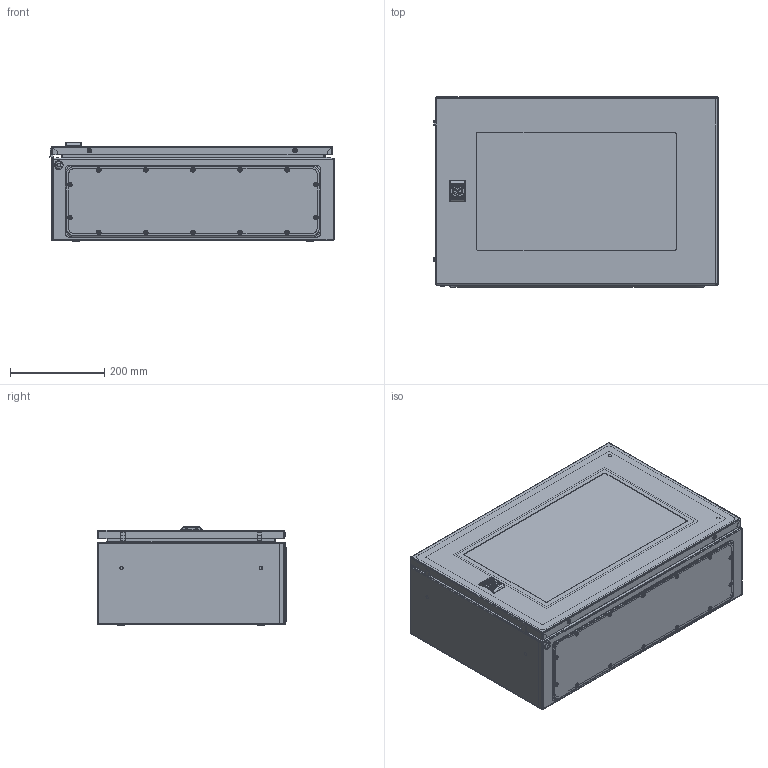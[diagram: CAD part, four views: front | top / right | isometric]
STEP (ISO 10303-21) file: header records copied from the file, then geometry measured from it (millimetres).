
FILE_DESCRIPTION (( 'STEP AP203' ), '1' );
FILE_NAME ('R5STX0462.STEP', '2020-05-12T07:41:39', ( '' ), ( '' ), 'SwSTEP 2.0', 'SolidWorks 2019', '' );
FILE_SCHEMA (( 'CONFIG_CONTROL_DESIGN' ));
Length unit declared in the file: millimetre
Products named in the file (39): RB.0048.10.00.0 捘_-00 (400x600); Ì6õ20-A5100001_straight; AC00C398; RB.0048.11.00.0 C縫-04 with screw; RB.0048.01.02.0_-05 (400x600); M4x10 DIN 7500M PZ_stright; PF 7,5x15 door ST_new_0400x0600; Ì6-GOST 5915-70 (DIN 934) (CM110600)_straight; PF 4x8 flange ST_-04 (153x543); RB.0048.11.01.0_-04 (153x443); BOX01-R_Defaulf; RB.0048.02.00.0 C縫-09 (400x600x200); RB.0048.01.00.0 CÁ_-09 (400å600å200); Ac00c316; AC00C061_AC00C061; M6-DIN 6923 (CM100600)_straight; M4x8 GOST 17475-80 (DIN 965)_straight; AC00C399; M6x10-A1100004_straight; Glue ST_0400x0600; AC00C524-R_handle CE; AC00C348-R_mounted; AC00C112; A7100032-R_mounted; RB.0048.00.02.1_-01 (400x600); AC00C343-R_AC00C343-R; R5STX0462; RB.0048.02.01.0; Ì6õ12-A5100231_straight; AC00C503-R_AC00C503-R; AC00C344_AC00C344; RB.0048.09.01.0_-00 (400x600); AC00C317; RB.0048.01.01.0_-09 (400x600x200); AC00C383; AC00C380; RB.0048.09.00.0 捘_-00 (400x600); Glass ST_0400x0600; AC00C401_AC00C401
Assembly tree (73 placements, depth 4):
  R5STX0462
    RB.0048.02.00.0 C縫-09 (400x600x200)
      RB.0048.01.00.0 CÁ_-09 (400å600å200)
        RB.0048.01.01.0_-09 (400x600x200)
        RB.0048.01.02.0_-05 (400x600)
        Ì6õ20-A5100001_straight  x4
        Ì6õ12-A5100231_straight  x4
      AC00C317  x4
      Ac00c316
      AC00C383  x2
      RB.0048.02.01.0  x2
      AC00C399  x2
      M4x8 GOST 17475-80 (DIN 965)_straight  x4
      AC00C061_AC00C061  x4
    RB.0048.11.00.0 C縫-04 with screw
      RB.0048.11.01.0_-04 (153x443)
      PF 4x8 flange ST_-04 (153x543)
      M4x10 DIN 7500M PZ_stright  x2
    Ì6-GOST 5915-70 (DIN 934) (CM110600)_straight  x4
    RB.0048.00.02.1_-01 (400x600)
    M6-DIN 6923 (CM100600)_straight  x4
    AC00C401_AC00C401  x2
    AC00C380  x2
    RB.0048.10.00.0 捘_-00 (400x600)
      RB.0048.09.00.0 捘_-00 (400x600)
        RB.0048.09.01.0_-00 (400x600)
        AC00C398  x2
        Ì6õ12-A5100231_straight  x2
      AC00C112  x4
      AC00C061_AC00C061  x2
      PF 7,5x15 door ST_new_0400x0600
      BOX01-R_Defaulf
        AC00C503-R_AC00C503-R
        AC00C343-R_AC00C343-R
        A7100032-R_mounted
        AC00C348-R_mounted
        AC00C524-R_handle CE
        M6x10-A1100004_straight
      AC00C344_AC00C344
      Glass ST_0400x0600
      Glue ST_0400x0600
Bounding box: 603.87 x 403.4 x 209.07 mm (x, y, z)
Volume: 2391717.6 mm3; surface area: 2610723.2 mm2
Topology: 107 solids, 107 shells, 2759 faces, 6531 edges, 4184 vertices
Faces by surface type: plane 1774, cylinder 442, bspline 212, cone 208, torus 112, sphere 11
Full cylindrical faces by diameter (mm): 2.3 x4, 2.5 x15, 3.207 x4, 3.3 x4, 4 x6, 4.6 x8, 5 x17, 5.5 x12, 5.9 x18, 6 x21, 7 x8, 7.5 x10, 8 x18, 8.4 x6, 9.9 x1, 10 x1, 10.5 x1, 11.5 x4, 12.8 x1, 13 x1, 13.7 x1, 14.2 x1, 15.5 x1, 15.6 x1, 16.1 x1, 17.1 x1, 19 x1, 19.8 x1
Entity records: 70739 total; most frequent: CARTESIAN_POINT 17716, ORIENTED_EDGE 9802, DIRECTION 9164, EDGE_CURVE 4901, LINE 3506, VECTOR 3506, VERTEX_POINT 3256, AXIS2_PLACEMENT_3D 2829
